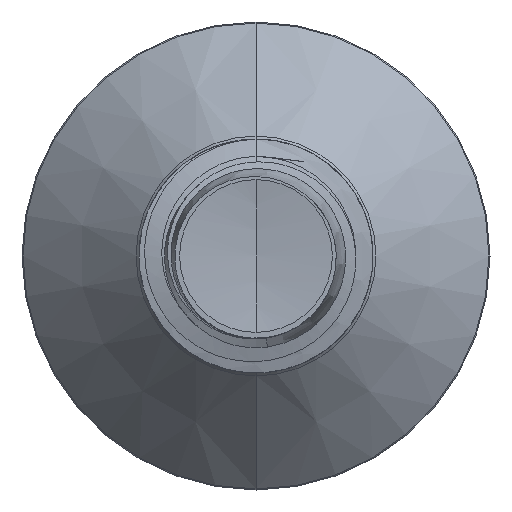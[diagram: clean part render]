
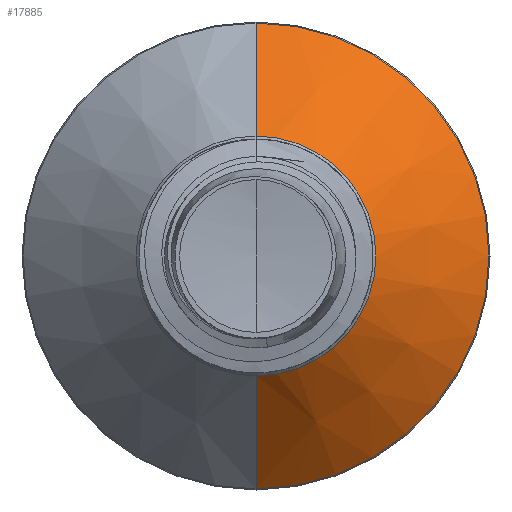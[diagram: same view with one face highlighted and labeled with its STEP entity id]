
A CAD part, front view. The second image highlights one B-rep face of the part: STEP entity #17885.
In plain terms, the highlighted conical face has half-angle 45 degrees and reference radius 2.563 mm.
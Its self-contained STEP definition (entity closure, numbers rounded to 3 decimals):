
#77 = VERTEX_POINT ( 'NONE', #40962 ) ;
#1009 = ORIENTED_EDGE ( 'NONE', *, *, #50419, .T. ) ;
#3036 = AXIS2_PLACEMENT_3D ( 'NONE', #54437, #25280, #59320 ) ;
#5155 = CARTESIAN_POINT ( 'NONE',  ( 0., 34.228, -4.978 ) ) ;
#6843 = EDGE_CURVE ( 'NONE', #77, #48279, #6906, .T. ) ;
#6906 = LINE ( 'NONE', #33113, #18281 ) ;
#10925 = DIRECTION ( 'NONE',  ( 0., 0., 1. ) ) ;
#11843 = VERTEX_POINT ( 'NONE', #49358 ) ;
#13801 = DIRECTION ( 'NONE',  ( 0., 0.707, 0.707 ) ) ;
#14686 = CARTESIAN_POINT ( 'NONE',  ( 0., 34.228, 0. ) ) ;
#17885 = ADVANCED_FACE ( 'NONE', ( #18165 ), #53916, .T. ) ;
#18165 = FACE_OUTER_BOUND ( 'NONE', #30859, .T. ) ;
#18281 = VECTOR ( 'NONE', #13801, 1000. ) ;
#18734 = DIRECTION ( 'NONE',  ( 0., 0.707, -0.707 ) ) ;
#19566 = DIRECTION ( 'NONE',  ( 0., 0., 1. ) ) ;
#25280 = DIRECTION ( 'NONE',  ( 0., 1., 0. ) ) ;
#29331 = CIRCLE ( 'NONE', #59623, 4.978 ) ;
#30859 = EDGE_LOOP ( 'NONE', ( #1009, #57583, #39088, #61945 ) ) ;
#33113 = CARTESIAN_POINT ( 'NONE',  ( 0., 31.813, 2.563 ) ) ;
#39088 = ORIENTED_EDGE ( 'NONE', *, *, #50036, .F. ) ;
#39562 = VERTEX_POINT ( 'NONE', #5155 ) ;
#40223 = EDGE_CURVE ( 'NONE', #11843, #39562, #53825, .T. ) ;
#40903 = VECTOR ( 'NONE', #18734, 1000. ) ;
#40962 = CARTESIAN_POINT ( 'NONE',  ( 0., 31.813, 2.563 ) ) ;
#47873 = CARTESIAN_POINT ( 'NONE',  ( 0., 31.813, -2.563 ) ) ;
#48279 = VERTEX_POINT ( 'NONE', #59184 ) ;
#48700 = DIRECTION ( 'NONE',  ( 0., 1., 0. ) ) ;
#49358 = CARTESIAN_POINT ( 'NONE',  ( 0., 31.813, -2.563 ) ) ;
#49399 = AXIS2_PLACEMENT_3D ( 'NONE', #59375, #59582, #10925 ) ;
#50036 = EDGE_CURVE ( 'NONE', #48279, #39562, #29331, .T. ) ;
#50419 = EDGE_CURVE ( 'NONE', #77, #11843, #53700, .T. ) ;
#53700 = CIRCLE ( 'NONE', #3036, 2.563 ) ;
#53825 = LINE ( 'NONE', #47873, #40903 ) ;
#53916 = CONICAL_SURFACE ( 'NONE', #49399, 2.563, 0.785 ) ;
#54437 = CARTESIAN_POINT ( 'NONE',  ( 0., 31.813, 0. ) ) ;
#57583 = ORIENTED_EDGE ( 'NONE', *, *, #40223, .T. ) ;
#59184 = CARTESIAN_POINT ( 'NONE',  ( 0., 34.228, 4.978 ) ) ;
#59320 = DIRECTION ( 'NONE',  ( 0., 0., 1. ) ) ;
#59375 = CARTESIAN_POINT ( 'NONE',  ( 0., 31.813, 0. ) ) ;
#59582 = DIRECTION ( 'NONE',  ( 0., 1., 0. ) ) ;
#59623 = AXIS2_PLACEMENT_3D ( 'NONE', #14686, #48700, #19566 ) ;
#61945 = ORIENTED_EDGE ( 'NONE', *, *, #6843, .F. ) ;
